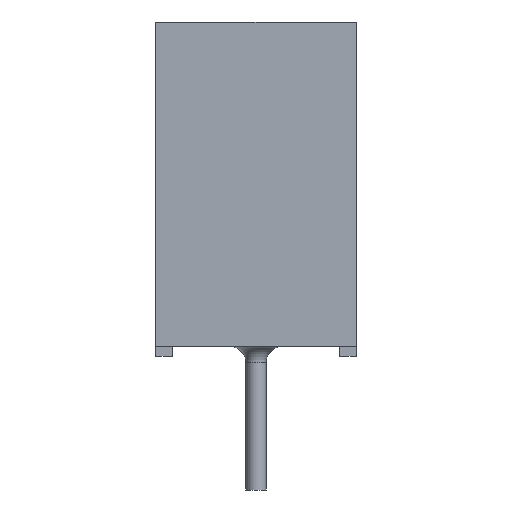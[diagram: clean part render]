
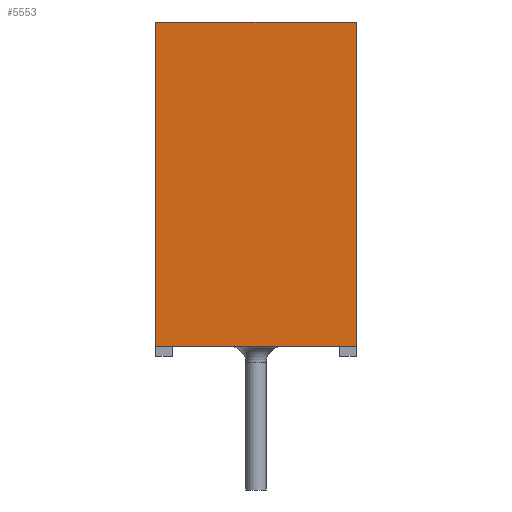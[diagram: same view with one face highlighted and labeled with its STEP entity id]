
A CAD part, left-side view. The second image highlights one B-rep face of the part: STEP entity #5553.
In plain terms, the highlighted planar face has unit normal (-1, 0, 0).
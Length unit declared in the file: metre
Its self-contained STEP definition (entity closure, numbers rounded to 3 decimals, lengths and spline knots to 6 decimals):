
#228=LINE('',#8649,#689);
#229=LINE('',#8652,#690);
#230=LINE('',#8654,#691);
#231=LINE('',#8656,#692);
#689=VECTOR('',#6252,1.);
#690=VECTOR('',#6253,1.);
#691=VECTOR('',#6254,1.);
#692=VECTOR('',#6255,1.);
#1138=PLANE('',#5769);
#1632=ORIENTED_EDGE('',*,*,#2642,.T.);
#1633=ORIENTED_EDGE('',*,*,#2643,.F.);
#1634=ORIENTED_EDGE('',*,*,#2644,.F.);
#1635=ORIENTED_EDGE('',*,*,#2645,.T.);
#2642=EDGE_CURVE('',#3131,#3132,#228,.T.);
#2643=EDGE_CURVE('',#3133,#3132,#229,.T.);
#2644=EDGE_CURVE('',#3134,#3133,#230,.T.);
#2645=EDGE_CURVE('',#3134,#3131,#231,.T.);
#3131=VERTEX_POINT('',#8650);
#3132=VERTEX_POINT('',#8651);
#3133=VERTEX_POINT('',#8653);
#3134=VERTEX_POINT('',#8655);
#3421=EDGE_LOOP('',(#1632,#1633,#1634,#1635));
#3693=FACE_BOUND('',#3421,.T.);
#5553=ADVANCED_FACE('',(#3693),#1138,.F.);
#5769=AXIS2_PLACEMENT_3D('',#8648,#6250,#6251);
#6250=DIRECTION('',(1.,0.,0.));
#6251=DIRECTION('',(0.,0.,-1.));
#6252=DIRECTION('',(0.,0.,-1.));
#6253=DIRECTION('',(0.,1.,0.));
#6254=DIRECTION('',(0.,0.,-1.));
#6255=DIRECTION('',(0.,1.,0.));
#8648=CARTESIAN_POINT('',(-0.0055,-0.003,0.00485));
#8649=CARTESIAN_POINT('',(-0.0055,0.003,0.00485));
#8650=CARTESIAN_POINT('',(-0.0055,0.003,0.00485));
#8651=CARTESIAN_POINT('',(-0.0055,0.003,-0.00485));
#8652=CARTESIAN_POINT('',(-0.0055,-0.003,-0.00485));
#8653=CARTESIAN_POINT('',(-0.0055,-0.003,-0.00485));
#8654=CARTESIAN_POINT('',(-0.0055,-0.003,0.00485));
#8655=CARTESIAN_POINT('',(-0.0055,-0.003,0.00485));
#8656=CARTESIAN_POINT('',(-0.0055,-0.003,0.00485));
